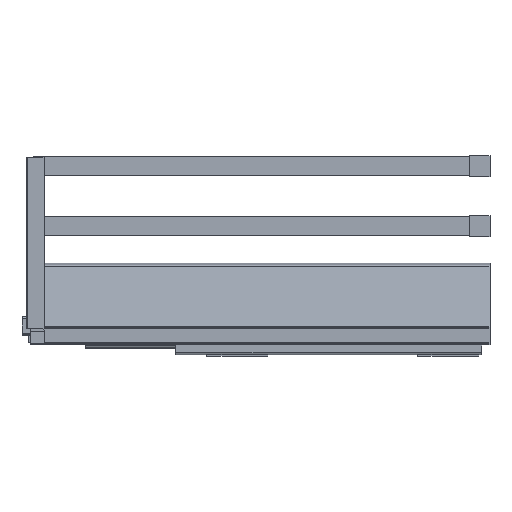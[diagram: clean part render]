
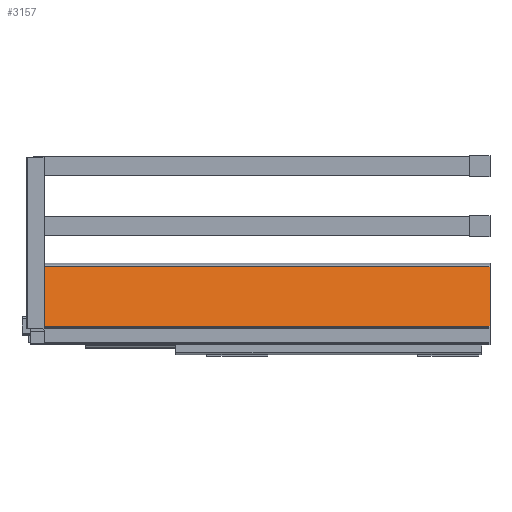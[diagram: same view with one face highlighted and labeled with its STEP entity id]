
A CAD part, top view. The second image highlights one B-rep face of the part: STEP entity #3157.
In plain terms, the highlighted planar face has unit normal (0, 0.208, 0.978).
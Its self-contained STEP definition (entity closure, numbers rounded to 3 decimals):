
#1007 = EDGE_CURVE ( 'NONE', #1766, #10626, #1552, .T. ) ;
#1098 = PLANE ( 'NONE',  #11151 ) ;
#1230 = CARTESIAN_POINT ( 'NONE',  ( 0., 80.422, 21.003 ) ) ;
#1552 = LINE ( 'NONE', #8428, #3992 ) ;
#1621 = ORIENTED_EDGE ( 'NONE', *, *, #8852, .T. ) ;
#1729 = CARTESIAN_POINT ( 'NONE',  ( -475.5, 80.422, 21.003 ) ) ;
#1766 = VERTEX_POINT ( 'NONE', #1230 ) ;
#1944 = CARTESIAN_POINT ( 'NONE',  ( -492., 80.422, 21.003 ) ) ;
#2012 = DIRECTION ( 'NONE',  ( 0., 0.208, 0.978 ) ) ;
#2160 = VECTOR ( 'NONE', #5303, 1000. ) ;
#2331 = LINE ( 'NONE', #4355, #7370 ) ;
#2790 = CARTESIAN_POINT ( 'NONE',  ( -475.5, 80.422, 21.003 ) ) ;
#3157 = ADVANCED_FACE ( 'NONE', ( #6032 ), #1098, .T. ) ;
#3702 = EDGE_CURVE ( 'NONE', #5507, #1766, #10303, .T. ) ;
#3992 = VECTOR ( 'NONE', #8492, 1000. ) ;
#4355 = CARTESIAN_POINT ( 'NONE',  ( 0., 17.084, 34.466 ) ) ;
#4374 = EDGE_LOOP ( 'NONE', ( #6447, #1621, #6180, #9752 ) ) ;
#4540 = DIRECTION ( 'NONE',  ( 0., -0.978, 0.208 ) ) ;
#4767 = VECTOR ( 'NONE', #4540, 1000. ) ;
#4967 = CARTESIAN_POINT ( 'NONE',  ( 0., 17.084, 34.466 ) ) ;
#5303 = DIRECTION ( 'NONE',  ( 1., 0., 0. ) ) ;
#5507 = VERTEX_POINT ( 'NONE', #2790 ) ;
#6032 = FACE_OUTER_BOUND ( 'NONE', #4374, .T. ) ;
#6180 = ORIENTED_EDGE ( 'NONE', *, *, #11622, .T. ) ;
#6447 = ORIENTED_EDGE ( 'NONE', *, *, #3702, .F. ) ;
#7370 = VECTOR ( 'NONE', #8284, 1000. ) ;
#8284 = DIRECTION ( 'NONE',  ( 1., 0., 0. ) ) ;
#8428 = CARTESIAN_POINT ( 'NONE',  ( 0., 80.422, 21.003 ) ) ;
#8444 = CARTESIAN_POINT ( 'NONE',  ( -475.5, 17.084, 34.466 ) ) ;
#8492 = DIRECTION ( 'NONE',  ( 0., -0.978, 0.208 ) ) ;
#8540 = LINE ( 'NONE', #1729, #4767 ) ;
#8852 = EDGE_CURVE ( 'NONE', #5507, #9633, #8540, .T. ) ;
#9633 = VERTEX_POINT ( 'NONE', #8444 ) ;
#9752 = ORIENTED_EDGE ( 'NONE', *, *, #1007, .F. ) ;
#10303 = LINE ( 'NONE', #11277, #2160 ) ;
#10626 = VERTEX_POINT ( 'NONE', #4967 ) ;
#11151 = AXIS2_PLACEMENT_3D ( 'NONE', #1944, #2012, #11888 ) ;
#11277 = CARTESIAN_POINT ( 'NONE',  ( -492., 80.422, 21.003 ) ) ;
#11622 = EDGE_CURVE ( 'NONE', #9633, #10626, #2331, .T. ) ;
#11888 = DIRECTION ( 'NONE',  ( 0., -0.978, 0.208 ) ) ;
